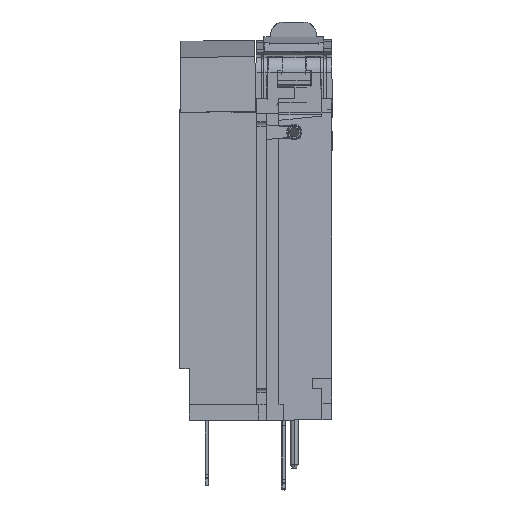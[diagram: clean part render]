
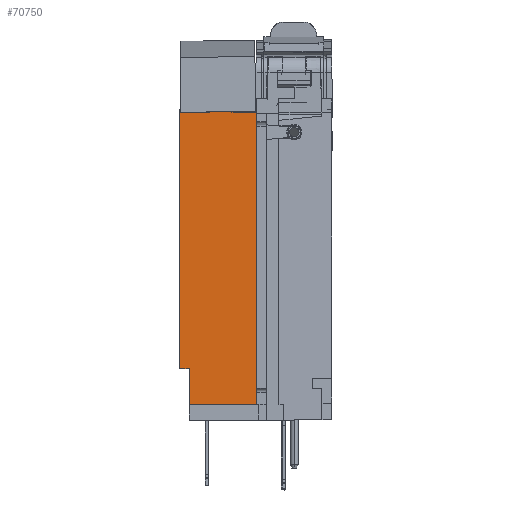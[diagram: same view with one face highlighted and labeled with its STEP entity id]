
A CAD part, left-side view. The second image highlights one B-rep face of the part: STEP entity #70750.
In plain terms, the highlighted planar face has unit normal (-1, 0, 0).
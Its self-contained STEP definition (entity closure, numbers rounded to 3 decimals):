
#68220=DIRECTION('',(0.,0.,1.));
#68221=VECTOR('',#68220,23.5);
#68222=CARTESIAN_POINT('',(-40.9,156.697,
-129.2));
#68223=LINE('',#68222,#68221);
#68227=DIRECTION('',(0.,0.,1.));
#68228=VECTOR('',#68227,167.);
#68229=CARTESIAN_POINT('',(-40.9,162.697,
-105.7));
#68230=LINE('',#68229,#68228);
#68234=DIRECTION('',(0.,-1.,0.));
#68235=VECTOR('',#68234,15.947);
#68236=CARTESIAN_POINT('',(-40.9,162.697,
61.3));
#68237=LINE('',#68236,#68235);
#68241=DIRECTION('',(0.,-1.,0.));
#68242=VECTOR('',#68241,16.059);
#68243=CARTESIAN_POINT('',(-40.9,128.756,
61.3));
#68244=LINE('',#68243,#68242);
#68248=DIRECTION('',(0.,0.,-1.));
#68249=VECTOR('',#68248,186.5);
#68250=CARTESIAN_POINT('',(-40.9,112.697,
61.3));
#68251=LINE('',#68250,#68249);
#68255=DIRECTION('',(0.,-0.009,-1.));
#68256=VECTOR('',#68255,4.);
#68257=CARTESIAN_POINT('',(-40.9,112.709,
-125.2));
#68258=LINE('',#68257,#68256);
#68290=DIRECTION('',(0.,-1.,0.));
#68291=VECTOR('',#68290,44.023);
#68292=CARTESIAN_POINT('',(-40.9,156.697,
-129.2));
#68293=LINE('',#68292,#68291);
#68892=DIRECTION('',(0.,-1.,0.));
#68893=VECTOR('',#68892,6.);
#68894=CARTESIAN_POINT('',(-40.9,162.697,
-105.7));
#68895=LINE('',#68894,#68893);
#69109=DIRECTION('',(0.,-0.048,-0.999));
#69110=VECTOR('',#69109,0.139);
#69111=CARTESIAN_POINT('',(-40.9,146.757,
61.439));
#69112=LINE('',#69111,#69110);
#69292=DIRECTION('',(0.,0.009,1.));
#69293=VECTOR('',#69292,0.296);
#69294=CARTESIAN_POINT('',(-40.9,128.756,
61.3));
#69295=LINE('',#69294,#69293);
#69327=DIRECTION('',(0.,1.,-0.009));
#69328=VECTOR('',#69327,17.999);
#69329=CARTESIAN_POINT('',(-40.9,128.758,
61.596));
#69330=LINE('',#69329,#69328);
#70131=CARTESIAN_POINT('',(-40.9,112.697,
61.3));
#70132=CARTESIAN_POINT('',(-40.9,112.709,
-125.2));
#70133=VERTEX_POINT('',#70131);
#70134=VERTEX_POINT('',#70132);
#70135=CARTESIAN_POINT('',(-40.9,112.674,
-129.2));
#70136=VERTEX_POINT('',#70135);
#70283=CARTESIAN_POINT('',(-40.9,146.75,
61.3));
#70284=VERTEX_POINT('',#70283);
#70285=CARTESIAN_POINT('',(-40.9,162.697,
61.3));
#70286=VERTEX_POINT('',#70285);
#70297=CARTESIAN_POINT('',(-40.9,162.697,
-105.7));
#70298=VERTEX_POINT('',#70297);
#70313=CARTESIAN_POINT('',(-40.9,146.757,
61.439));
#70314=VERTEX_POINT('',#70313);
#70315=CARTESIAN_POINT('',(-40.9,128.758,
61.596));
#70316=VERTEX_POINT('',#70315);
#70317=CARTESIAN_POINT('',(-40.9,128.756,
61.3));
#70318=VERTEX_POINT('',#70317);
#70321=CARTESIAN_POINT('',(-40.9,156.697,
-129.2));
#70322=CARTESIAN_POINT('',(-40.9,156.697,
-105.7));
#70323=VERTEX_POINT('',#70321);
#70324=VERTEX_POINT('',#70322);
#70723=CARTESIAN_POINT('',(-40.9,128.758,
61.596));
#70724=DIRECTION('',(-1.,0.,0.));
#70725=DIRECTION('',(0.,1.,-0.009));
#70726=AXIS2_PLACEMENT_3D('',#70723,#70724,#70725);
#70727=PLANE('',#70726);
#70729=ORIENTED_EDGE('',*,*,#70728,.F.);
#70731=ORIENTED_EDGE('',*,*,#70730,.T.);
#70733=ORIENTED_EDGE('',*,*,#70732,.F.);
#70734=ORIENTED_EDGE('',*,*,#70615,.T.);
#70735=ORIENTED_EDGE('',*,*,#70585,.T.);
#70737=ORIENTED_EDGE('',*,*,#70736,.F.);
#70739=ORIENTED_EDGE('',*,*,#70738,.F.);
#70741=ORIENTED_EDGE('',*,*,#70740,.F.);
#70743=ORIENTED_EDGE('',*,*,#70742,.T.);
#70745=ORIENTED_EDGE('',*,*,#70744,.T.);
#70747=ORIENTED_EDGE('',*,*,#70746,.T.);
#70748=EDGE_LOOP('',(#70729,#70731,#70733,#70734,#70735,#70737,#70739,#70741,
#70743,#70745,#70747));
#70749=FACE_OUTER_BOUND('',#70748,.F.);
#70585=EDGE_CURVE('',#70286,#70284,#68237,.T.);
#70615=EDGE_CURVE('',#70298,#70286,#68230,.T.);
#70728=EDGE_CURVE('',#70323,#70136,#68293,.T.);
#70730=EDGE_CURVE('',#70323,#70324,#68223,.T.);
#70732=EDGE_CURVE('',#70298,#70324,#68895,.T.);
#70736=EDGE_CURVE('',#70314,#70284,#69112,.T.);
#70738=EDGE_CURVE('',#70316,#70314,#69330,.T.);
#70740=EDGE_CURVE('',#70318,#70316,#69295,.T.);
#70742=EDGE_CURVE('',#70318,#70133,#68244,.T.);
#70744=EDGE_CURVE('',#70133,#70134,#68251,.T.);
#70746=EDGE_CURVE('',#70134,#70136,#68258,.T.);
#70750=ADVANCED_FACE('',(#70749),#70727,.T.);
